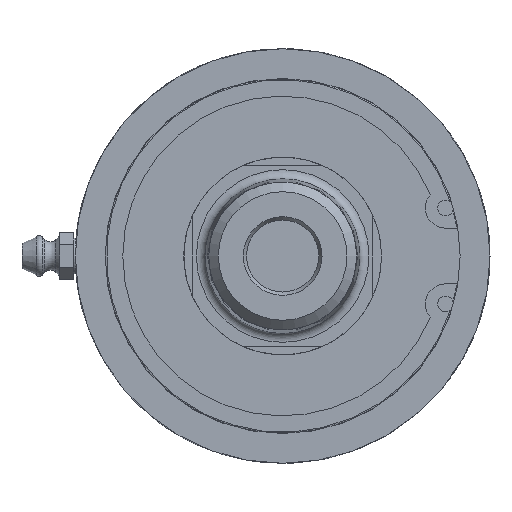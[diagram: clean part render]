
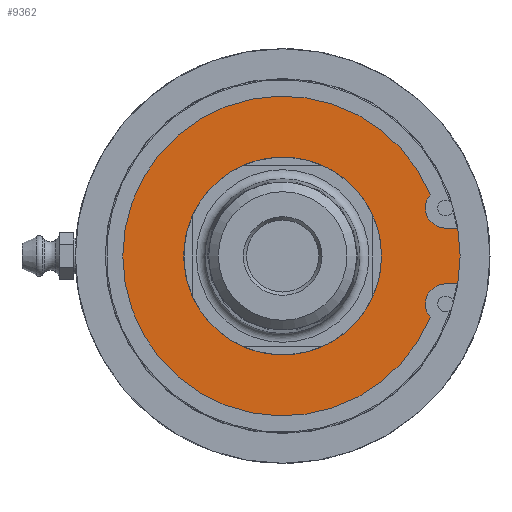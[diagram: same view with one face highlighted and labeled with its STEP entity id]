
A CAD part, left-side view. The second image highlights one B-rep face of the part: STEP entity #9362.
In plain terms, the highlighted planar face has unit normal (-1, 0, 0).
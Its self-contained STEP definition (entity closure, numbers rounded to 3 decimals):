
#76=FACE_BOUND('',#1604,.T.);
#557=PLANE('',#10048);
#1027=FACE_OUTER_BOUND('',#1603,.T.);
#1603=EDGE_LOOP('',(#8145,#8146,#8147,#8148,#8149,#8150));
#1604=EDGE_LOOP('',(#8151,#8152));
#1980=CIRCLE('',#10028,3.556);
#1982=CIRCLE('',#10031,28.142);
#1984=CIRCLE('',#10034,3.556);
#1991=CIRCLE('',#10046,33.45);
#1992=CIRCLE('',#10049,17.4);
#1993=CIRCLE('',#10050,17.4);
#2495=LINE('',#66379,#2971);
#2500=LINE('',#66391,#2976);
#2971=VECTOR('',#11739,10.);
#2976=VECTOR('',#11748,10.);
#4268=VERTEX_POINT('',#66376);
#4269=VERTEX_POINT('',#66378);
#4273=VERTEX_POINT('',#66388);
#4274=VERTEX_POINT('',#66390);
#4275=VERTEX_POINT('',#66394);
#4277=VERTEX_POINT('',#66400);
#4280=VERTEX_POINT('',#66422);
#4281=VERTEX_POINT('',#66423);
#5577=EDGE_CURVE('',#4269,#4268,#2495,.T.);
#5583=EDGE_CURVE('',#4274,#4273,#2500,.T.);
#5585=EDGE_CURVE('',#4273,#4275,#1980,.T.);
#5588=EDGE_CURVE('',#4275,#4277,#1982,.T.);
#5591=EDGE_CURVE('',#4277,#4269,#1984,.T.);
#5598=EDGE_CURVE('',#4268,#4274,#1991,.T.);
#5599=EDGE_CURVE('',#4280,#4281,#1992,.T.);
#5600=EDGE_CURVE('',#4281,#4280,#1993,.T.);
#8145=ORIENTED_EDGE('',*,*,#5583,.T.);
#8146=ORIENTED_EDGE('',*,*,#5585,.T.);
#8147=ORIENTED_EDGE('',*,*,#5588,.T.);
#8148=ORIENTED_EDGE('',*,*,#5591,.T.);
#8149=ORIENTED_EDGE('',*,*,#5577,.T.);
#8150=ORIENTED_EDGE('',*,*,#5598,.T.);
#8151=ORIENTED_EDGE('',*,*,#5599,.T.);
#8152=ORIENTED_EDGE('',*,*,#5600,.T.);
#9362=ADVANCED_FACE('',(#1027,#76),#557,.F.);
#10028=AXIS2_PLACEMENT_3D('',#66395,#11752,#11753);
#10031=AXIS2_PLACEMENT_3D('',#66401,#11759,#11760);
#10034=AXIS2_PLACEMENT_3D('',#66406,#11766,#11767);
#10046=AXIS2_PLACEMENT_3D('',#66419,#11790,#11791);
#10048=AXIS2_PLACEMENT_3D('',#66421,#11794,#11795);
#10049=AXIS2_PLACEMENT_3D('',#66424,#11796,#11797);
#10050=AXIS2_PLACEMENT_3D('',#66425,#11798,#11799);
#11739=DIRECTION('',(0.,-1.,0.));
#11748=DIRECTION('',(0.,1.,0.));
#11752=DIRECTION('center_axis',(1.,0.,0.));
#11753=DIRECTION('ref_axis',(0.,0.754,0.657));
#11759=DIRECTION('center_axis',(-1.,0.,0.));
#11760=DIRECTION('ref_axis',(0.,0.924,-0.384));
#11766=DIRECTION('center_axis',(1.,0.,0.));
#11767=DIRECTION('ref_axis',(0.,0.,1.));
#11790=DIRECTION('center_axis',(-1.,0.,0.));
#11791=DIRECTION('ref_axis',(0.,1.,0.));
#11794=DIRECTION('center_axis',(1.,0.,0.));
#11795=DIRECTION('ref_axis',(0.,0.,-1.));
#11796=DIRECTION('center_axis',(1.,0.,0.));
#11797=DIRECTION('ref_axis',(0.,1.,0.));
#11798=DIRECTION('center_axis',(1.,0.,0.));
#11799=DIRECTION('ref_axis',(0.,1.,0.));
#66376=CARTESIAN_POINT('',(4.775,-33.089,-4.902));
#66378=CARTESIAN_POINT('',(4.775,-28.672,-4.902));
#66379=CARTESIAN_POINT('',(4.775,-4.407,-4.902));
#66388=CARTESIAN_POINT('',(4.775,-28.672,4.902));
#66390=CARTESIAN_POINT('',(4.775,-33.089,4.902));
#66391=CARTESIAN_POINT('',(4.775,-2.199,4.902));
#66394=CARTESIAN_POINT('',(4.775,-25.99,10.793));
#66395=CARTESIAN_POINT('Origin',(4.775,-28.672,8.458));
#66400=CARTESIAN_POINT('',(4.775,-25.99,-10.793));
#66401=CARTESIAN_POINT('Origin',(4.775,0.,0.));
#66406=CARTESIAN_POINT('Origin',(4.775,-28.672,-8.458));
#66419=CARTESIAN_POINT('Origin',(4.775,0.,0.));
#66421=CARTESIAN_POINT('Origin',(4.775,24.275,0.));
#66422=CARTESIAN_POINT('',(4.775,17.4,0.));
#66423=CARTESIAN_POINT('',(4.775,-17.4,0.));
#66424=CARTESIAN_POINT('Origin',(4.775,0.,0.));
#66425=CARTESIAN_POINT('Origin',(4.775,0.,0.));
